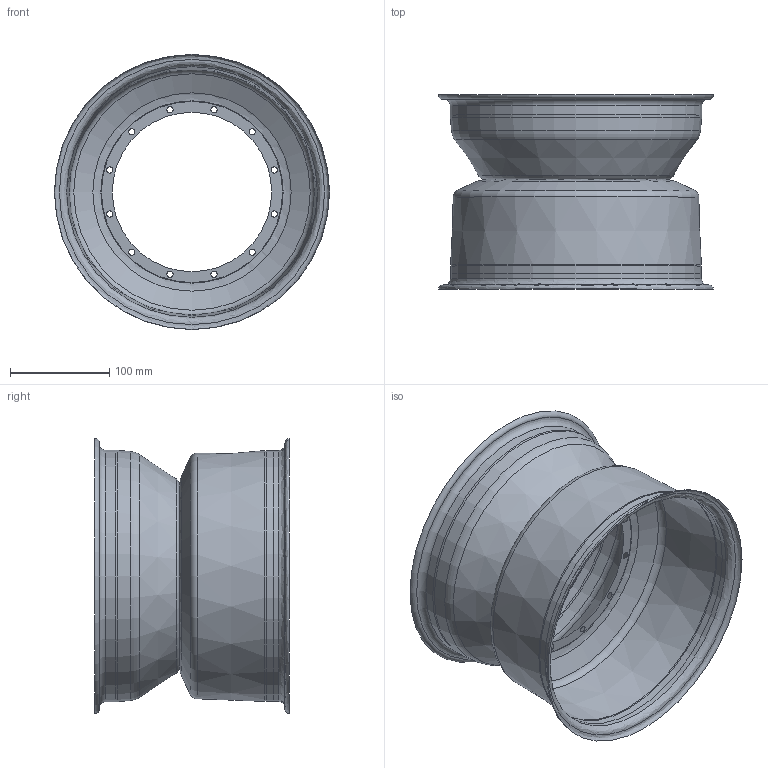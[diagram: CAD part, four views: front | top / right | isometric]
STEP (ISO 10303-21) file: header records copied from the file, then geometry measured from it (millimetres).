
FILE_DESCRIPTION (( 'STEP AP214' ), '1' );
FILE_NAME ('CARBON WHEEL (SURFACE) R2.0.STEP', '2019-01-28T17:37:43', ( '' ), ( '' ), 'SwSTEP 2.0', 'SolidWorks 2018', '' );
FILE_SCHEMA (( 'AUTOMOTIVE_DESIGN' ));
Length unit declared in the file: millimetre
Products named in the file (1): CARBON WHEEL (SURFACE) R2.0
Bounding box: 277.11 x 195.77 x 277.11 mm (x, y, z)
Surface area: 189797.1 mm2 (no closed solid volume)
Topology: 0 solids, 4 shells, 19 faces, 52 edges, 35 vertices
Faces by surface type: torus 7, cone 4, cylinder 3, bspline 3, plane 2
Full cylindrical faces by diameter (mm): 252.605 x2, 253.365 x1
Entity records: 647 total; most frequent: CARTESIAN_POINT 171, DIRECTION 104, AXIS2_PLACEMENT_3D 52, EDGE_LOOP 50, ORIENTED_EDGE 50, VERTEX_POINT 35, CIRCLE 35, EDGE_CURVE 35
